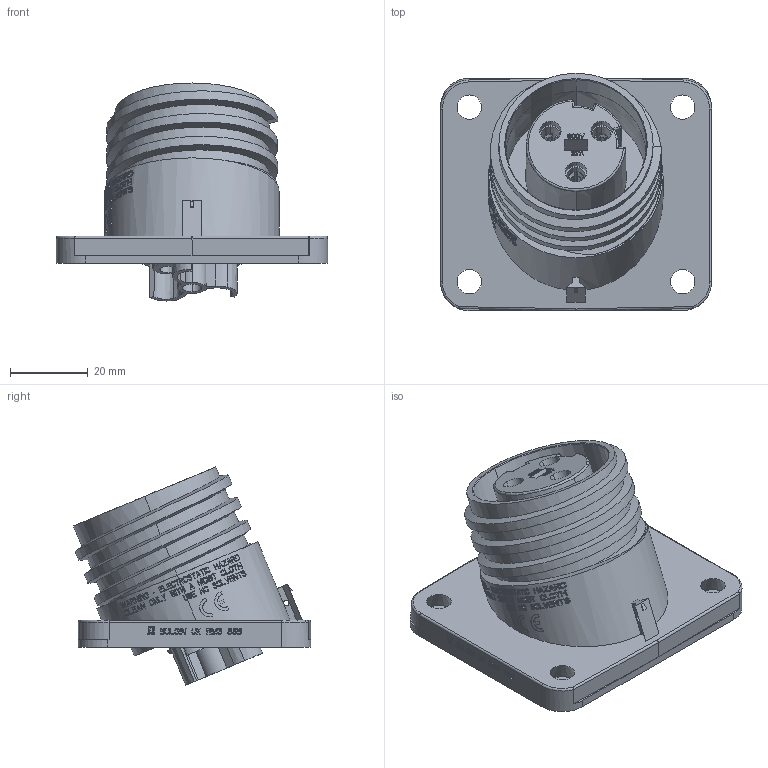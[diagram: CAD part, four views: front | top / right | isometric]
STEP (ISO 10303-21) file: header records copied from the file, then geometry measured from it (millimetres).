
FILE_DESCRIPTION(('STEP AP242'),'1');
FILE_NAME('px0941-03-s.stp','2024-02-25T17:26:00',('TraceParts'),('TraceParts S.A.'),'Spatial InterOp 3D',' ',' ');
FILE_SCHEMA(('AP242_MANAGED_MODEL_BASED_3D_ENGINEERING_MIM_LF {1 0 10303 442 1 1 4}'));
Length unit declared in the file: millimetre
Products named in the file (1): px0941-03-s
Bounding box: 70 x 61.21 x 56.27 mm (x, y, z)
Volume: 53524.7 mm3; surface area: 31193.3 mm2
Topology: 1 solids, 1 shells, 3284 faces, 9198 edges, 6097 vertices
Faces by surface type: plane 2938, cylinder 243, cone 72, sphere 11, bspline 11, torus 9
Entity records: 112119 total; most frequent: CARTESIAN_POINT 29748, ORIENTED_EDGE 18356, DIRECTION 15165, EDGE_CURVE 9178, LINE 6489, VECTOR 6489, VERTEX_POINT 6097, AXIS2_PLACEMENT_3D 4338
